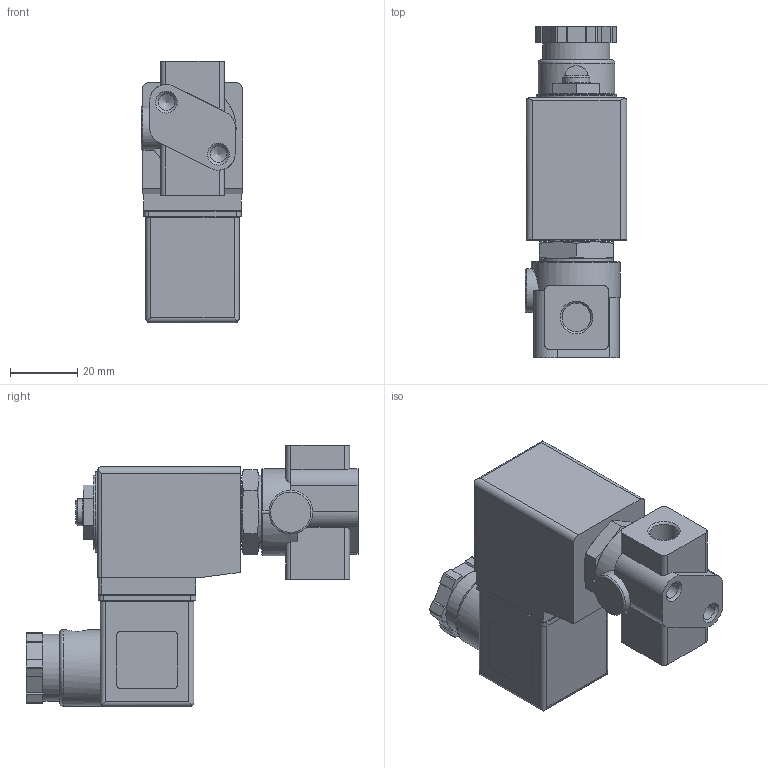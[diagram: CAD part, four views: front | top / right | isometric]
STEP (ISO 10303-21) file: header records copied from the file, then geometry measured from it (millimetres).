
FILE_DESCRIPTION(/* description */ ('STEP AP214'),/* implementation_level */ '2;1');
FILE_NAME(/* name */ '1491915_VZWD-L-M22C-M-G18-40-V-2AP4-8',/* time_stamp */ '2024-09-18T05:20:12+02:00',/* author */ ('License CC BY-ND 4.0'),/* organization */ ('CADENAS'),/* preprocessor_version */ 'ST-DEVELOPER v19.3',/* originating_system */ 'PARTsolutions',/* authorisation */ ' ');
FILE_SCHEMA (('AUTOMOTIVE_DESIGN {1 0 10303 214 3 1 1}'));
Length unit declared in the file: millimetre
Products named in the file (4): 1491915 VZWD-L-M22C-M-G18-40-V-2AP4-8; 1001802 VZWD-L-M22C-M-G18-40-V-2AP4-8---(Geh); 1002001 VACN-HP-A1-2A; 1532099 VACS-P4
Assembly tree (3 placements, depth 2):
  1491915 VZWD-L-M22C-M-G18-40-V-2AP4-8
    1001802 VZWD-L-M22C-M-G18-40-V-2AP4-8---(Geh)
    1002001 VACN-HP-A1-2A
    1532099 VACS-P4
Bounding box: 30.25 x 98.87 x 78 mm (x, y, z)
Volume: 100237.7 mm3; surface area: 28330.2 mm2
Topology: 3 solids, 3 shells, 344 faces, 867 edges, 564 vertices
Faces by surface type: plane 220, cylinder 90, cone 24, torus 10
Full cylindrical faces by diameter (mm): 0.9 x2, 2.12 x1, 2.459 x1, 3 x1, 4.917 x2, 7 x1, 7.2 x2, 8 x1, 8.4 x1, 8.566 x2, 10 x1, 10.1 x1, 11 x1, 13 x1, 13.245 x1, 14.4 x1, 14.65 x1, 18 x1, 20 x1, 20.2 x2, 21.9 x1, 22 x1, 22.8 x1, 24 x1
Entity records: 10634 total; most frequent: CARTESIAN_POINT 1899, DIRECTION 1682, ORIENTED_EDGE 1624, EDGE_CURVE 812, AXIS2_PLACEMENT_3D 572, VERTEX_POINT 557, LINE 538, VECTOR 538
